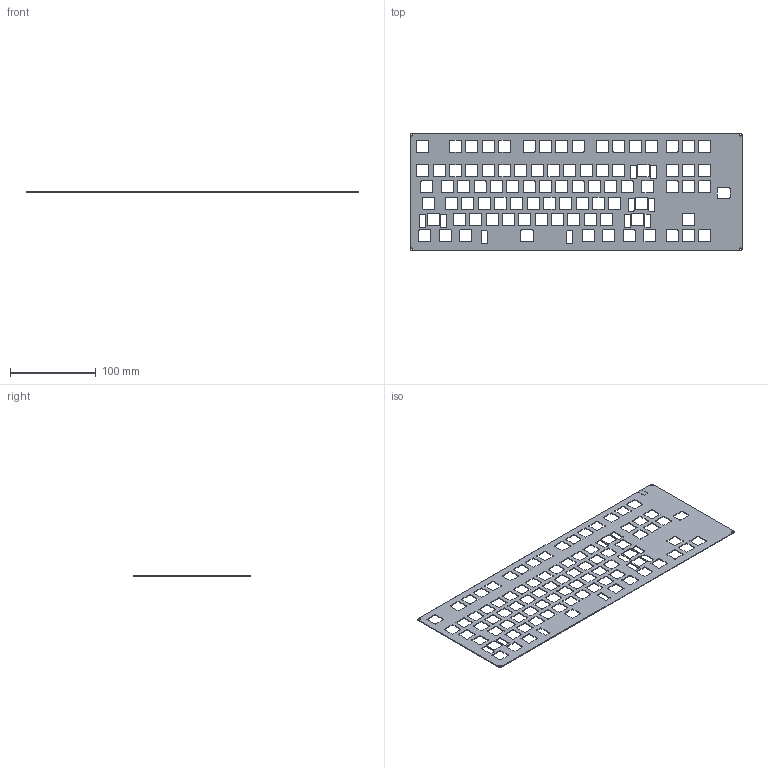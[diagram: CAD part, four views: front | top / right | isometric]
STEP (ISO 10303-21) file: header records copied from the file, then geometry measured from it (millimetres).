
FILE_DESCRIPTION(/* description */ (''),/* implementation_level */ '2;1');
FILE_NAME(/* name */ 'plate.step',/* time_stamp */ '2025-07-20T18:09:29+02:00',/* author */ (''),/* organization */ (''),/* preprocessor_version */ 'ST-DEVELOPER v20.1',/* originating_system */ 'Autodesk Translation Framework v14.10.0.0',/* authorisation */ '');
FILE_SCHEMA (('AUTOMOTIVE_DESIGN { 1 0 10303 214 3 1 1 }'));
Length unit declared in the file: millimetre
Products named in the file (1): plate
Bounding box: 387 x 136.97 x 1 mm (x, y, z)
Volume: 34692.5 mm3; surface area: 75806.9 mm2
Topology: 1 solids, 1 shells, 818 faces, 2448 edges, 1632 vertices
Faces by surface type: cylinder 410, plane 408
Full cylindrical faces by diameter (mm): 2 x4
Entity records: 28213 total; most frequent: DIRECTION 4906, CARTESIAN_POINT 4899, ORIENTED_EDGE 4896, EDGE_CURVE 2448, AXIS2_PLACEMENT_3D 1639, VERTEX_POINT 1632, LINE 1628, VECTOR 1628
